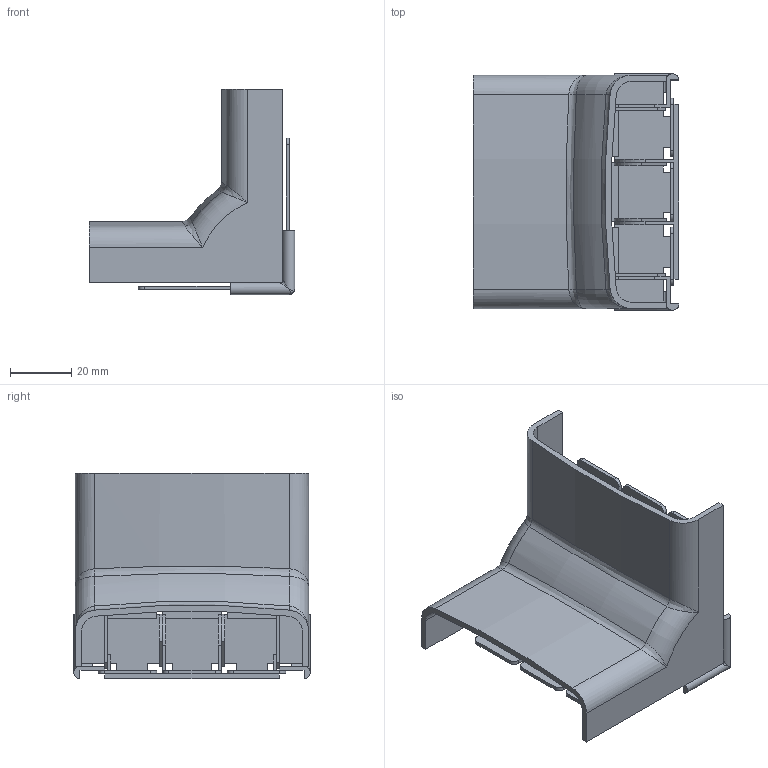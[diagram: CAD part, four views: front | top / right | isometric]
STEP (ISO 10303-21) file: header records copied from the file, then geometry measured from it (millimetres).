
FILE_DESCRIPTION (( 'STEP AP203' ), '1' );
FILE_NAME ('CKK11D-X-080-020-K01 Âíóòðåííèé óãîë èçìåíÿåìûé ÊÌÂÏ 80õ20.STEP', '2016-07-12T13:04:25', ( '' ), ( '' ), 'SwSTEP 2.0', 'SolidWorks 2014', '' );
FILE_SCHEMA (( 'CONFIG_CONTROL_DESIGN' ));
Length unit declared in the file: millimetre
Products named in the file (1): CKK11D-X-080-020-K01 Âíóòðåííèé óãîë èçìåíÿåìûé ÊÌÂÏ 80õ20
Bounding box: 67 x 77 x 67 mm (x, y, z)
Volume: 29253.2 mm3; surface area: 36845.2 mm2
Topology: 2 solids, 2 shells, 217 faces, 615 edges, 374 vertices
Faces by surface type: plane 128, cylinder 61, bspline 22, torus 6
Entity records: 8030 total; most frequent: CARTESIAN_POINT 2509, ORIENTED_EDGE 1198, DIRECTION 1071, EDGE_CURVE 599, VECTOR 431, LINE 431, VERTEX_POINT 374, AXIS2_PLACEMENT_3D 320
